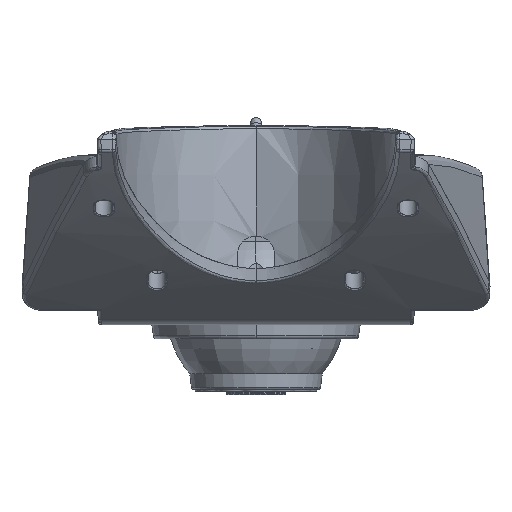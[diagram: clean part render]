
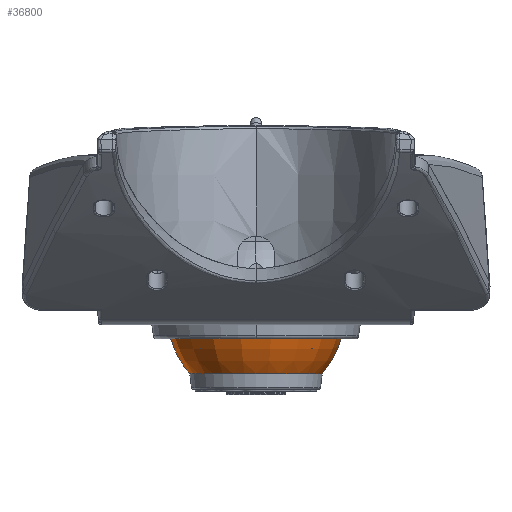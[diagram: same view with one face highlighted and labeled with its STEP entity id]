
A CAD part, left-side view. The second image highlights one B-rep face of the part: STEP entity #36800.
In plain terms, the highlighted face is a revolution surface.
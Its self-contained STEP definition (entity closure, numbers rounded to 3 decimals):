
#32111=CARTESIAN_POINT('',(0.,17.1,0.));
#32112=DIRECTION('',(0.,1.,0.));
#32113=DIRECTION('',(0.,0.,-1.));
#32114=AXIS2_PLACEMENT_3D('',#32111,#32112,#32113);
#32116=CARTESIAN_POINT('',(0.,17.1,0.));
#32117=DIRECTION('',(0.,1.,0.));
#32118=DIRECTION('',(-1.,0.,0.));
#32119=AXIS2_PLACEMENT_3D('',#32116,#32117,#32118);
#32121=CARTESIAN_POINT('',(0.,17.1,-18.796));
#32122=CARTESIAN_POINT('',(0.,16.002,-19.741));
#32123=CARTESIAN_POINT('',(0.,13.048,-21.88));
#32124=CARTESIAN_POINT('',(0.,7.88,-24.242));
#32125=CARTESIAN_POINT('',(0.,3.714,-25.));
#32126=CARTESIAN_POINT('',(0.,1.7,-25.));
#32128=CARTESIAN_POINT('',(0.,1.7,25.));
#32129=CARTESIAN_POINT('',(0.,3.714,25.));
#32130=CARTESIAN_POINT('',(0.,7.88,
24.242));
#32131=CARTESIAN_POINT('',(0.,13.048,
21.88));
#32132=CARTESIAN_POINT('',(0.,16.002,19.741));
#32133=CARTESIAN_POINT('',(0.,17.1,18.796));
#32145=CARTESIAN_POINT('',(0.,1.7,0.));
#32146=DIRECTION('',(0.,1.,0.));
#32147=DIRECTION('',(0.,0.,-1.));
#32148=AXIS2_PLACEMENT_3D('',#32145,#32146,#32147);
#35745=CARTESIAN_POINT('',(0.,17.1,-18.796));
#35746=VERTEX_POINT('',#35745);
#35749=CARTESIAN_POINT('',(0.,17.1,18.796));
#35750=VERTEX_POINT('',#35749);
#35751=CARTESIAN_POINT('',(-18.796,17.1,0.));
#35752=VERTEX_POINT('',#35751);
#35753=VERTEX_POINT('',#32126);
#35754=VERTEX_POINT('',#32128);
#36777=CARTESIAN_POINT('',(18.685,17.228,0.));
#36778=CARTESIAN_POINT('',(18.722,17.185,0.));
#36779=CARTESIAN_POINT('',(19.708,16.048,0.));
#36780=CARTESIAN_POINT('',(21.88,13.048,0.));
#36781=CARTESIAN_POINT('',(24.242,7.88,0.));
#36782=CARTESIAN_POINT('',(25.01,3.658,0.));
#36783=CARTESIAN_POINT('',(25.,1.587,0.));
#36784=CARTESIAN_POINT('',(24.999,1.531,0.));
#36786=CARTESIAN_POINT('',(0.,-22.675,0.));
#36787=DIRECTION('',(0.,1.,0.));
#36788=AXIS1_PLACEMENT('',#36786,#36787);
#36789=SURFACE_OF_REVOLUTION('',#36785,#36788);
#36791=ORIENTED_EDGE('',*,*,#36790,.F.);
#36792=ORIENTED_EDGE('',*,*,#36772,.T.);
#36793=ORIENTED_EDGE('',*,*,#36770,.T.);
#36795=ORIENTED_EDGE('',*,*,#36794,.F.);
#36797=ORIENTED_EDGE('',*,*,#36796,.F.);
#36798=EDGE_LOOP('',(#36791,#36792,#36793,#36795,#36797));
#36799=FACE_OUTER_BOUND('',#36798,.F.);
#36800=ADVANCED_FACE('',(#36799),#36789,.F.);
#32115=CIRCLE('',#32114,18.796);
#32120=CIRCLE('',#32119,18.796);
#32127=B_SPLINE_CURVE_WITH_KNOTS('',3,(#32121,#32122,#32123,#32124,#32125,
#32126),.UNSPECIFIED.,.F.,.F.,(4,1,1,4),(0.,0.258,
0.644,1.),.UNSPECIFIED.);
#32134=B_SPLINE_CURVE_WITH_KNOTS('',3,(#32128,#32129,#32130,#32131,#32132,
#32133),.UNSPECIFIED.,.F.,.F.,(4,1,1,4),(0.,0.356,
0.742,1.),.UNSPECIFIED.);
#32149=CIRCLE('',#32148,25.);
#36770=EDGE_CURVE('',#35752,#35750,#32120,.T.);
#36772=EDGE_CURVE('',#35746,#35752,#32115,.T.);
#36785=B_SPLINE_CURVE_WITH_KNOTS('',3,(#36777,#36778,#36779,#36780,#36781,
#36782,#36783,#36784),.UNSPECIFIED.,.F.,.F.,(4,1,1,1,1,4),(0.,
0.01,0.263,0.641,0.99,1.),
.UNSPECIFIED.);
#36790=EDGE_CURVE('',#35746,#35753,#32127,.T.);
#36794=EDGE_CURVE('',#35754,#35750,#32134,.T.);
#36796=EDGE_CURVE('',#35753,#35754,#32149,.T.);
